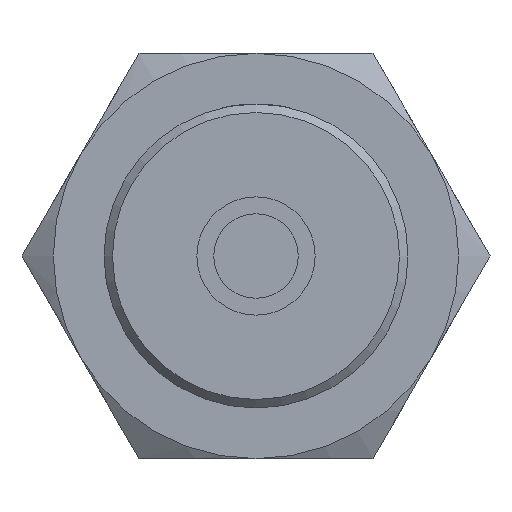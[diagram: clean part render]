
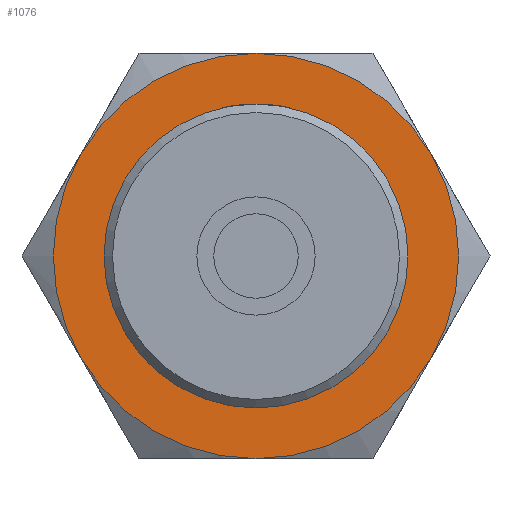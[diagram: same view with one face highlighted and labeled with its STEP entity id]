
A CAD part, front view. The second image highlights one B-rep face of the part: STEP entity #1076.
In plain terms, the highlighted planar face has unit normal (0, -1, 0).
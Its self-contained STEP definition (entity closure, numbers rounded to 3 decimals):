
#105=PLANE($,#1219);
#222=FACE_BOUND($,#394,.T.);
#292=FACE_OUTER_BOUND($,#393,.T.);
#393=EDGE_LOOP($,(#934,#935,#936,#937,#938,#939));
#394=EDGE_LOOP($,(#940));
#442=CIRCLE($,#1189,9.);
#447=CIRCLE($,#1199,12.);
#448=CIRCLE($,#1201,12.);
#449=CIRCLE($,#1203,12.);
#450=CIRCLE($,#1205,12.);
#451=CIRCLE($,#1207,12.);
#452=CIRCLE($,#1209,12.);
#524=VERTEX_POINT($,#1849);
#533=VERTEX_POINT($,#1880);
#534=VERTEX_POINT($,#1881);
#537=VERTEX_POINT($,#1892);
#538=VERTEX_POINT($,#1896);
#540=VERTEX_POINT($,#1903);
#543=VERTEX_POINT($,#1925);
#648=EDGE_CURVE($,#524,#524,#442,.T.);
#657=EDGE_CURVE($,#533,#534,#447,.T.);
#661=EDGE_CURVE($,#537,#538,#448,.T.);
#664=EDGE_CURVE($,#540,#533,#449,.T.);
#667=EDGE_CURVE($,#538,#540,#450,.T.);
#671=EDGE_CURVE($,#543,#537,#451,.T.);
#674=EDGE_CURVE($,#534,#543,#452,.T.);
#934=ORIENTED_EDGE($,*,*,#657,.F.);
#935=ORIENTED_EDGE($,*,*,#664,.F.);
#936=ORIENTED_EDGE($,*,*,#667,.F.);
#937=ORIENTED_EDGE($,*,*,#661,.F.);
#938=ORIENTED_EDGE($,*,*,#671,.F.);
#939=ORIENTED_EDGE($,*,*,#674,.F.);
#940=ORIENTED_EDGE($,*,*,#648,.T.);
#1076=ADVANCED_FACE($,(#292,#222),#105,.T.);
#1189=AXIS2_PLACEMENT_3D($,#1850,#1458,#1459);
#1199=AXIS2_PLACEMENT_3D($,#1882,#1478,#1479);
#1201=AXIS2_PLACEMENT_3D($,#1897,#1482,#1483);
#1203=AXIS2_PLACEMENT_3D($,#1907,#1486,#1487);
#1205=AXIS2_PLACEMENT_3D($,#1916,#1490,#1491);
#1207=AXIS2_PLACEMENT_3D($,#1929,#1494,#1495);
#1209=AXIS2_PLACEMENT_3D($,#1938,#1498,#1499);
#1219=AXIS2_PLACEMENT_3D($,#1978,#1518,#1519);
#1458=DIRECTION('center_axis',(0.,1.,0.));
#1459=DIRECTION('ref_axis',(1.,0.,0.));
#1478=DIRECTION('center_axis',(0.,1.,0.));
#1479=DIRECTION('ref_axis',(1.,0.,0.));
#1482=DIRECTION('center_axis',(0.,1.,0.));
#1483=DIRECTION('ref_axis',(1.,0.,0.));
#1486=DIRECTION('center_axis',(0.,1.,0.));
#1487=DIRECTION('ref_axis',(1.,0.,0.));
#1490=DIRECTION('center_axis',(0.,1.,0.));
#1491=DIRECTION('ref_axis',(1.,0.,0.));
#1494=DIRECTION('center_axis',(0.,1.,0.));
#1495=DIRECTION('ref_axis',(1.,0.,0.));
#1498=DIRECTION('center_axis',(0.,1.,0.));
#1499=DIRECTION('ref_axis',(1.,0.,0.));
#1518=DIRECTION('center_axis',(0.,-1.,0.));
#1519=DIRECTION('ref_axis',(0.,0.,-1.));
#1849=CARTESIAN_POINT('',(-9.,-26.,0.));
#1850=CARTESIAN_POINT('Origin',(0.,-26.,0.));
#1880=CARTESIAN_POINT('',(10.392,-26.,6.));
#1881=CARTESIAN_POINT('',(10.392,-26.,-6.));
#1882=CARTESIAN_POINT('Origin',(0.,-26.,0.));
#1892=CARTESIAN_POINT('',(-10.392,-26.,-6.));
#1896=CARTESIAN_POINT('',(-10.392,-26.,6.));
#1897=CARTESIAN_POINT('Origin',(0.,-26.,0.));
#1903=CARTESIAN_POINT('',(0.,-26.,12.));
#1907=CARTESIAN_POINT('Origin',(0.,-26.,0.));
#1916=CARTESIAN_POINT('Origin',(0.,-26.,0.));
#1925=CARTESIAN_POINT('',(0.,-26.,-12.));
#1929=CARTESIAN_POINT('Origin',(0.,-26.,0.));
#1938=CARTESIAN_POINT('Origin',(0.,-26.,0.));
#1978=CARTESIAN_POINT('Origin',(10.5,-26.,0.));
